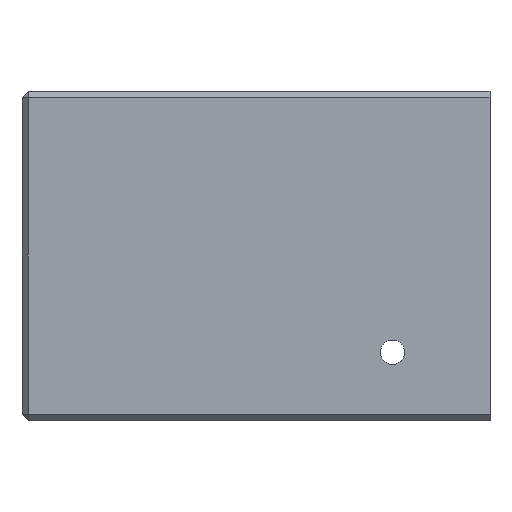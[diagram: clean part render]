
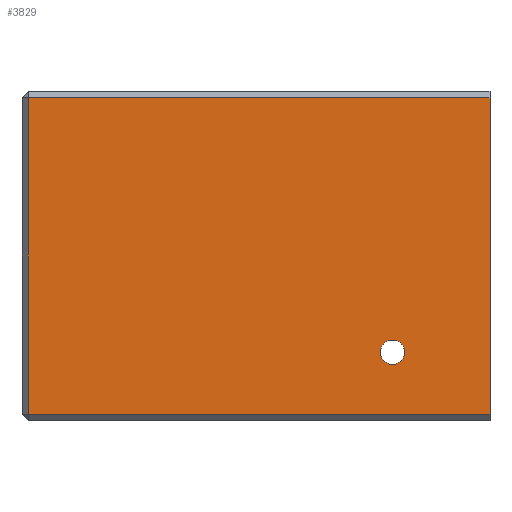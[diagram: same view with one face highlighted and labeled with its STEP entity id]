
A CAD part, front view. The second image highlights one B-rep face of the part: STEP entity #3829.
In plain terms, the highlighted planar face has unit normal (0, -1, 0).
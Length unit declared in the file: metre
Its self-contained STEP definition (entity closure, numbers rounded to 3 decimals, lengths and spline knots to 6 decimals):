
#164=CIRCLE('',#4186,0.001);
#598=ORIENTED_EDGE('',*,*,#1646,.F.);
#599=ORIENTED_EDGE('',*,*,#1647,.T.);
#600=ORIENTED_EDGE('',*,*,#1648,.T.);
#601=ORIENTED_EDGE('',*,*,#1649,.F.);
#602=ORIENTED_EDGE('',*,*,#1650,.T.);
#1646=EDGE_CURVE('',#2138,#2138,#164,.T.);
#1647=EDGE_CURVE('',#2139,#2140,#2430,.T.);
#1648=EDGE_CURVE('',#2140,#2141,#2431,.T.);
#1649=EDGE_CURVE('',#2142,#2141,#2432,.T.);
#1650=EDGE_CURVE('',#2142,#2139,#2433,.T.);
#2138=VERTEX_POINT('',#6151);
#2139=VERTEX_POINT('',#6153);
#2140=VERTEX_POINT('',#6154);
#2141=VERTEX_POINT('',#6156);
#2142=VERTEX_POINT('',#6158);
#2430=LINE('',#6152,#2846);
#2431=LINE('',#6155,#2847);
#2432=LINE('',#6157,#2848);
#2433=LINE('',#6159,#2849);
#2846=VECTOR('',#4924,1.);
#2847=VECTOR('',#4925,1.);
#2848=VECTOR('',#4926,1.);
#2849=VECTOR('',#4927,1.);
#3156=EDGE_LOOP('',(#598));
#3157=EDGE_LOOP('',(#599,#600,#601,#602));
#3426=FACE_BOUND('',#3156,.T.);
#3427=FACE_BOUND('',#3157,.T.);
#3652=PLANE('',#4185);
#3829=ADVANCED_FACE('',(#3426,#3427),#3652,.F.);
#4185=AXIS2_PLACEMENT_3D('',#6149,#4920,#4921);
#4186=AXIS2_PLACEMENT_3D('',#6150,#4922,#4923);
#4920=DIRECTION('',(0.,1.,0.));
#4921=DIRECTION('',(0.,0.,1.));
#4922=DIRECTION('',(0.,-1.,0.));
#4923=DIRECTION('',(0.,0.,-1.));
#4924=DIRECTION('',(0.,0.,-1.));
#4925=DIRECTION('',(1.,0.,0.));
#4926=DIRECTION('',(0.,0.,-1.));
#4927=DIRECTION('',(-1.,0.,0.));
#6149=CARTESIAN_POINT('',(-0.000051,-0.034199,0.0045));
#6150=CARTESIAN_POINT('',(0.011149,-0.034199,-0.0169));
#6151=CARTESIAN_POINT('',(0.011149,-0.034199,-0.0179));
#6152=CARTESIAN_POINT('',(-0.018751,-0.034199,-0.0225));
#6153=CARTESIAN_POINT('',(-0.018751,-0.034199,0.004));
#6154=CARTESIAN_POINT('',(-0.018751,-0.034199,-0.022));
#6155=CARTESIAN_POINT('',(0.019149,-0.034199,-0.022));
#6156=CARTESIAN_POINT('',(0.019149,-0.034199,-0.022));
#6157=CARTESIAN_POINT('',(0.019149,-0.034199,0.0045));
#6158=CARTESIAN_POINT('',(0.019149,-0.034199,0.004));
#6159=CARTESIAN_POINT('',(-0.019251,-0.034199,0.004));
